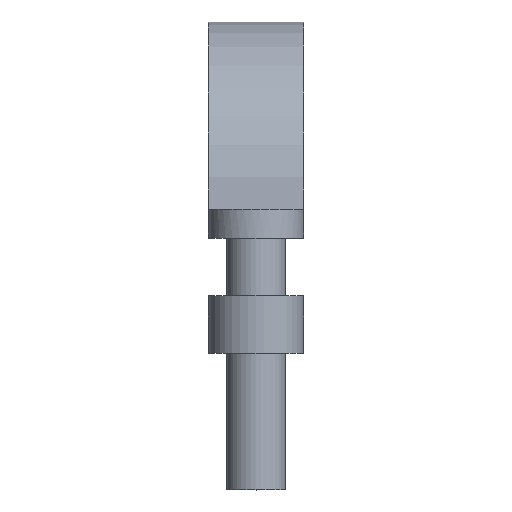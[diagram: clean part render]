
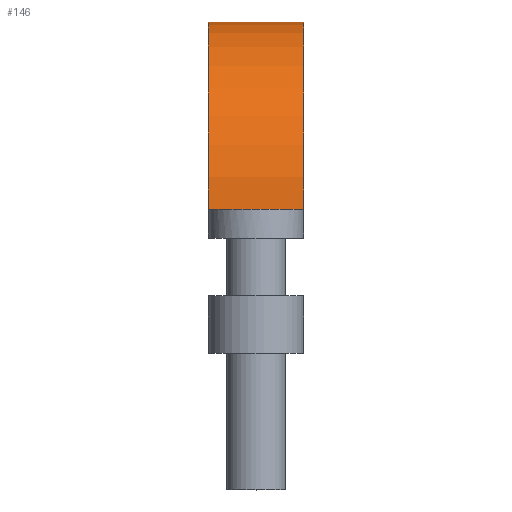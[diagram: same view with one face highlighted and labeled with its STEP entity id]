
A CAD part, left-side view. The second image highlights one B-rep face of the part: STEP entity #146.
In plain terms, the highlighted cylindrical face has radius 3.25 mm (diameter 6.5 mm), a partial arc.
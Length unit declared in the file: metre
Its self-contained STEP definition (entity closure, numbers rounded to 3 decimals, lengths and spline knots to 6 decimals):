
#130 = EDGE_CURVE( '', #348, #349, #350, .T. );
#146 = ADVANCED_FACE( '', ( #379 ), #380, .T. );
#158 = EDGE_CURVE( '', #398, #348, #399, .T. );
#188 = EDGE_CURVE( '', #440, #398, #441, .T. );
#224 = EDGE_CURVE( '', #490, #440, #491, .T. );
#260 = EDGE_CURVE( '', #490, #395, #540, .T. );
#284 = EDGE_CURVE( '', #395, #349, #573, .T. );
#348 = VERTEX_POINT( '', #646 );
#349 = VERTEX_POINT( '', #647 );
#350 = LINE( '', #648, #649 );
#379 = FACE_OUTER_BOUND( '', #687, .T. );
#380 = CYLINDRICAL_SURFACE( '', #688, 0.00325 );
#395 = VERTEX_POINT( '', #708 );
#398 = VERTEX_POINT( '', #713 );
#399 = LINE( '', #714, #715 );
#440 = VERTEX_POINT( '', #773 );
#441 = LINE( '', #774, #775 );
#490 = VERTEX_POINT( '', #839 );
#491 = CIRCLE( '', #840, 0.00325 );
#540 = LINE( '', #904, #905 );
#573 = CIRCLE( '', #947, 0.00325 );
#646 = CARTESIAN_POINT( '', ( -0.005965, 0.000767, 0.002583 ) );
#647 = CARTESIAN_POINT( '', ( -0.005965, 0.000806, 0.002583 ) );
#648 = CARTESIAN_POINT( '', ( -0.005965, -0.000844, 0.002583 ) );
#649 = VECTOR( '', #1026, 1. );
#687 = EDGE_LOOP( '', ( #1051, #1052, #1053, #1054, #1055, #1056 ) );
#688 = AXIS2_PLACEMENT_3D( '', #1057, #1058, #1059 );
#708 = CARTESIAN_POINT( '', ( -0.002715, 0.000806, 0.005833 ) );
#713 = CARTESIAN_POINT( '', ( -0.005965, -0.000805, 0.002583 ) );
#714 = CARTESIAN_POINT( '', ( -0.005965, -0.000844, 0.002583 ) );
#715 = VECTOR( '', #1074, 1. );
#773 = CARTESIAN_POINT( '', ( -0.005965, -0.000844, 0.002583 ) );
#774 = CARTESIAN_POINT( '', ( -0.005965, -0.000844, 0.002583 ) );
#775 = VECTOR( '', #1124, 1. );
#839 = CARTESIAN_POINT( '', ( -0.002715, -0.000844, 0.005833 ) );
#840 = AXIS2_PLACEMENT_3D( '', #1196, #1197, #1198 );
#904 = CARTESIAN_POINT( '', ( -0.002715, -0.000844, 0.005833 ) );
#905 = VECTOR( '', #1267, 1. );
#947 = AXIS2_PLACEMENT_3D( '', #1326, #1327, #1328 );
#1026 = DIRECTION( '', ( 0., 1., 0. ) );
#1051 = ORIENTED_EDGE( '', *, *, #284, .T. );
#1052 = ORIENTED_EDGE( '', *, *, #130, .F. );
#1053 = ORIENTED_EDGE( '', *, *, #158, .F. );
#1054 = ORIENTED_EDGE( '', *, *, #188, .F. );
#1055 = ORIENTED_EDGE( '', *, *, #224, .F. );
#1056 = ORIENTED_EDGE( '', *, *, #260, .T. );
#1057 = CARTESIAN_POINT( '', ( -0.002715, -0.000019, 0.002583 ) );
#1058 = DIRECTION( '', ( 0., 1., 0. ) );
#1059 = DIRECTION( '', ( 1., 0., 0. ) );
#1074 = DIRECTION( '', ( 0., 1., 0. ) );
#1124 = DIRECTION( '', ( 0., 1., 0. ) );
#1196 = CARTESIAN_POINT( '', ( -0.002715, -0.000844, 0.002583 ) );
#1197 = DIRECTION( '', ( 0., -1., 0. ) );
#1198 = DIRECTION( '', ( 0., 0., 1. ) );
#1267 = DIRECTION( '', ( 0., 1., 0. ) );
#1326 = CARTESIAN_POINT( '', ( -0.002715, 0.000806, 0.002583 ) );
#1327 = DIRECTION( '', ( 0., -1., 0. ) );
#1328 = DIRECTION( '', ( 0., 0., 1. ) );
